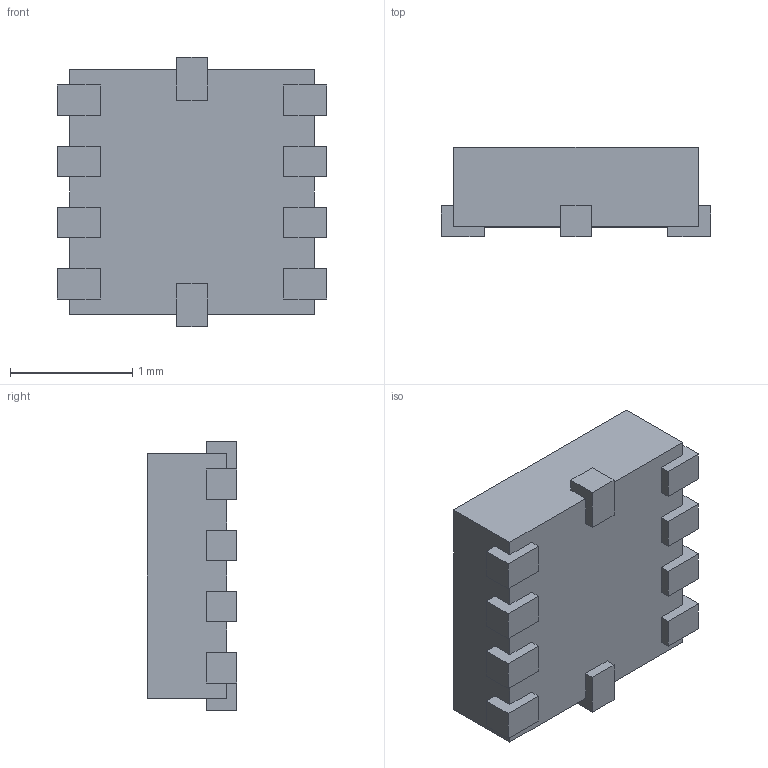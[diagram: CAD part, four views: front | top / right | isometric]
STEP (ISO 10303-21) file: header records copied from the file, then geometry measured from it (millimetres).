
FILE_DESCRIPTION((''),'2;1');
FILE_NAME('DFN10_P0-5_L2_W2_H0-73','2019-10-12T',('Dragos'),(''),'PRO/ENGINEER BY PARAMETRIC TECHNOLOGY CORPORATION, 2004440','PRO/ENGINEER BY PARAMETRIC TECHNOLOGY CORPORATION, 2004440','');
FILE_SCHEMA(('AUTOMOTIVE_DESIGN { 1 0 10303 214 1 1 1 1 }'));
Length unit declared in the file: millimetre
Products named in the file (1): DFN10_P0-5_L2_W2_H0-73
Bounding box: 2.2 x 0.73 x 2.2 mm (x, y, z)
Volume: 2.7 mm3; surface area: 15 mm2
Topology: 1 solids, 1 shells, 66 faces, 192 edges, 128 vertices
Faces by surface type: plane 66
Entity records: 2878 total; most frequent: CARTESIAN_POINT 388, ORIENTED_EDGE 384, DIRECTION 326, PRESENTATION_STYLE_ASSIGNMENT 200, STYLED_ITEM 194, CURVE_STYLE 193, VECTOR 192, LINE 192
